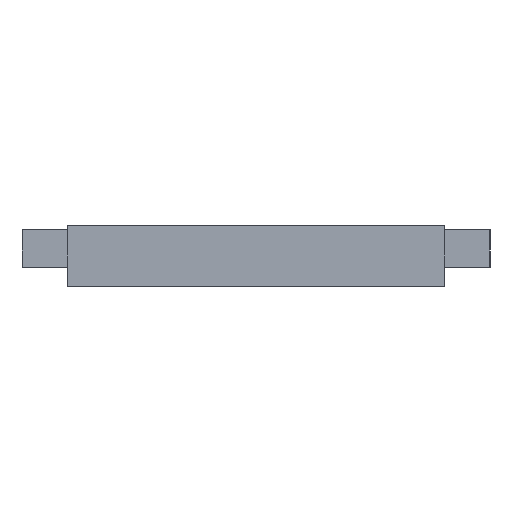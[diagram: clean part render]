
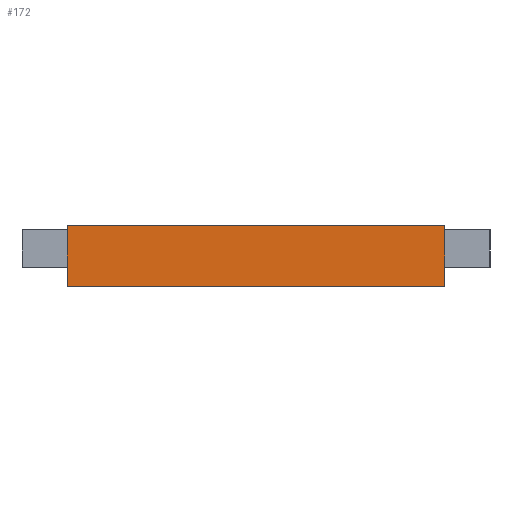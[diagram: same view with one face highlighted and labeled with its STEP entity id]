
A CAD part, left-side view. The second image highlights one B-rep face of the part: STEP entity #172.
In plain terms, the highlighted planar face has unit normal (-1, 0, 0).
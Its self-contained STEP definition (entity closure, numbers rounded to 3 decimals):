
#1 = ORIENTED_EDGE ( 'NONE', *, *, #45, .F. ) ;
#34 = DIRECTION ( 'NONE',  ( 0., -1., 0. ) ) ;
#45 = EDGE_CURVE ( 'NONE', #889, #89, #404, .T. ) ;
#89 = VERTEX_POINT ( 'NONE', #329 ) ;
#172 = ADVANCED_FACE ( 'NONE', ( #1666 ), #186, .F. ) ;
#186 = PLANE ( 'NONE',  #942 ) ;
#204 = EDGE_LOOP ( 'NONE', ( #431, #514, #1, #424 ) ) ;
#207 = LINE ( 'NONE', #1543, #891 ) ;
#258 = LINE ( 'NONE', #782, #1278 ) ;
#300 = DIRECTION ( 'NONE',  ( 0., 0., 1. ) ) ;
#305 = EDGE_CURVE ( 'NONE', #1457, #632, #258, .T. ) ;
#329 = CARTESIAN_POINT ( 'NONE',  ( -99.083, 56., 38.391 ) ) ;
#404 = LINE ( 'NONE', #559, #1602 ) ;
#407 = LINE ( 'NONE', #1375, #1003 ) ;
#424 = ORIENTED_EDGE ( 'NONE', *, *, #1519, .T. ) ;
#431 = ORIENTED_EDGE ( 'NONE', *, *, #305, .T. ) ;
#514 = ORIENTED_EDGE ( 'NONE', *, *, #1628, .F. ) ;
#559 = CARTESIAN_POINT ( 'NONE',  ( -99.083, 56., 30.391 ) ) ;
#632 = VERTEX_POINT ( 'NONE', #1438 ) ;
#740 = DIRECTION ( 'NONE',  ( 0., -1., 0. ) ) ;
#782 = CARTESIAN_POINT ( 'NONE',  ( -99.083, 6., 30.391 ) ) ;
#889 = VERTEX_POINT ( 'NONE', #1069 ) ;
#891 = VECTOR ( 'NONE', #740, 1000. ) ;
#942 = AXIS2_PLACEMENT_3D ( 'NONE', #1122, #1404, #1000 ) ;
#1000 = DIRECTION ( 'NONE',  ( 0., 0., -1. ) ) ;
#1003 = VECTOR ( 'NONE', #34, 1000. ) ;
#1012 = DIRECTION ( 'NONE',  ( 0., 0., 1. ) ) ;
#1069 = CARTESIAN_POINT ( 'NONE',  ( -99.083, 56., 30.391 ) ) ;
#1122 = CARTESIAN_POINT ( 'NONE',  ( -99.083, 56., 30.391 ) ) ;
#1278 = VECTOR ( 'NONE', #1012, 1000. ) ;
#1375 = CARTESIAN_POINT ( 'NONE',  ( -99.083, 56., 30.391 ) ) ;
#1404 = DIRECTION ( 'NONE',  ( 1., 0., 0. ) ) ;
#1438 = CARTESIAN_POINT ( 'NONE',  ( -99.083, 6., 38.391 ) ) ;
#1457 = VERTEX_POINT ( 'NONE', #1496 ) ;
#1496 = CARTESIAN_POINT ( 'NONE',  ( -99.083, 6., 30.391 ) ) ;
#1519 = EDGE_CURVE ( 'NONE', #889, #1457, #407, .T. ) ;
#1543 = CARTESIAN_POINT ( 'NONE',  ( -99.083, 56., 38.391 ) ) ;
#1602 = VECTOR ( 'NONE', #300, 1000. ) ;
#1628 = EDGE_CURVE ( 'NONE', #89, #632, #207, .T. ) ;
#1666 = FACE_OUTER_BOUND ( 'NONE', #204, .T. ) ;
